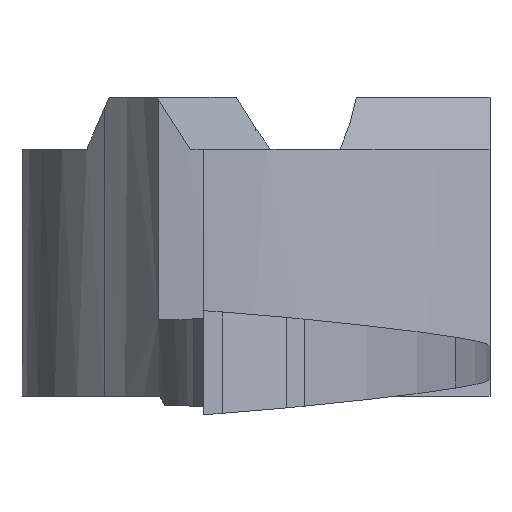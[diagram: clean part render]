
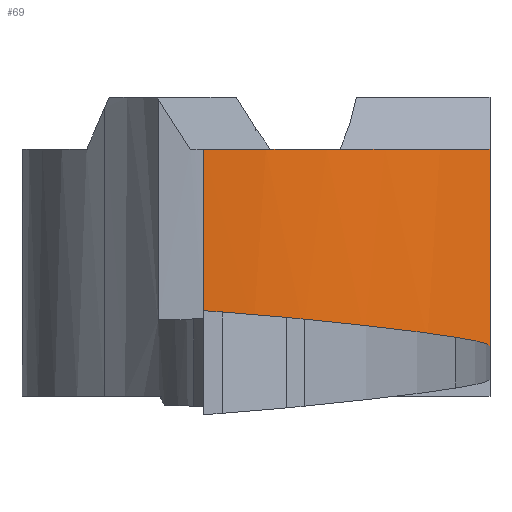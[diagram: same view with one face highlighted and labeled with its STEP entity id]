
A CAD part, left-side view. The second image highlights one B-rep face of the part: STEP entity #69.
In plain terms, the highlighted cylindrical face has radius 8.5 mm (diameter 17 mm), a partial arc.
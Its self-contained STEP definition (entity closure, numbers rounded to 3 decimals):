
#69=ADVANCED_FACE('',(#122),#109,.T.);
#109=CYLINDRICAL_SURFACE('',#809,8.5);
#122=FACE_OUTER_BOUND('',#162,.T.);
#162=EDGE_LOOP('',(#312,#313,#314,#315));
#202=LINE('',#1083,#257);
#203=LINE('',#1090,#258);
#257=VECTOR('',#880,1.);
#258=VECTOR('',#881,1.);
#312=ORIENTED_EDGE('',*,*,#604,.T.);
#313=ORIENTED_EDGE('',*,*,#605,.T.);
#314=ORIENTED_EDGE('',*,*,#606,.F.);
#315=ORIENTED_EDGE('',*,*,#607,.T.);
#532=VERTEX_POINT('',#1081);
#533=VERTEX_POINT('',#1082);
#534=VERTEX_POINT('',#1084);
#535=VERTEX_POINT('',#1089);
#604=EDGE_CURVE('',#532,#533,#714,.T.);
#605=EDGE_CURVE('',#533,#534,#202,.T.);
#606=EDGE_CURVE('',#535,#534,#746,.T.);
#607=EDGE_CURVE('',#535,#532,#203,.T.);
#714=CIRCLE('',#808,8.5);
#746=(
BOUNDED_CURVE()
B_SPLINE_CURVE(3,(#1085,#1086,#1087,#1088),.UNSPECIFIED.,.F.,.F.)
B_SPLINE_CURVE_WITH_KNOTS((4,4),(0.,1.),.UNSPECIFIED.)
CURVE()
GEOMETRIC_REPRESENTATION_ITEM()
RATIONAL_B_SPLINE_CURVE((1.,0.959,0.959,1.))
REPRESENTATION_ITEM('')
);
#808=AXIS2_PLACEMENT_3D('',#1080,#878,#879);
#809=AXIS2_PLACEMENT_3D('',#1091,#882,#883);
#878=DIRECTION('',(0.,0.,-1.));
#879=DIRECTION('',(1.,0.,0.));
#880=DIRECTION('',(0.,0.,-1.));
#881=DIRECTION('',(0.,0.,1.));
#882=DIRECTION('',(0.,0.,-1.));
#883=DIRECTION('',(-1.,0.,0.));
#1080=CARTESIAN_POINT('',(3.811,1.,0.));
#1081=CARTESIAN_POINT('',(-2.67,-4.5,0.));
#1082=CARTESIAN_POINT('',(-4.689,1.,0.));
#1083=CARTESIAN_POINT('',(-4.689,1.,0.1));
#1084=CARTESIAN_POINT('',(-4.689,1.,-3.337));
#1085=CARTESIAN_POINT('',(-2.67,-4.5,-3.793));
#1086=CARTESIAN_POINT('',(-3.987,-2.948,-3.638));
#1087=CARTESIAN_POINT('',(-4.689,-1.036,-3.48));
#1088=CARTESIAN_POINT('',(-4.689,1.,-3.337));
#1089=CARTESIAN_POINT('',(-2.67,-4.5,-3.793));
#1090=CARTESIAN_POINT('',(-2.67,-4.5,0.1));
#1091=CARTESIAN_POINT('',(3.811,1.,0.1));
